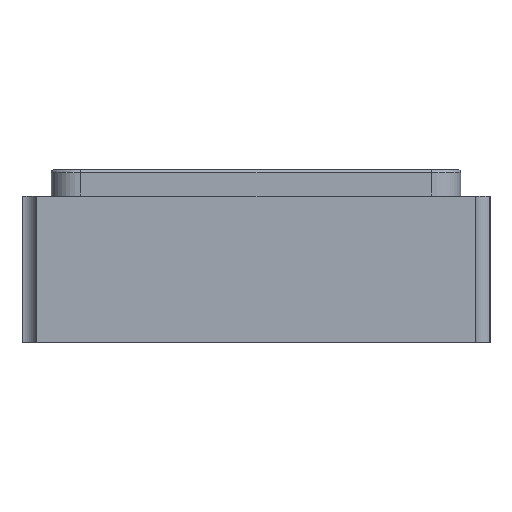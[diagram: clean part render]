
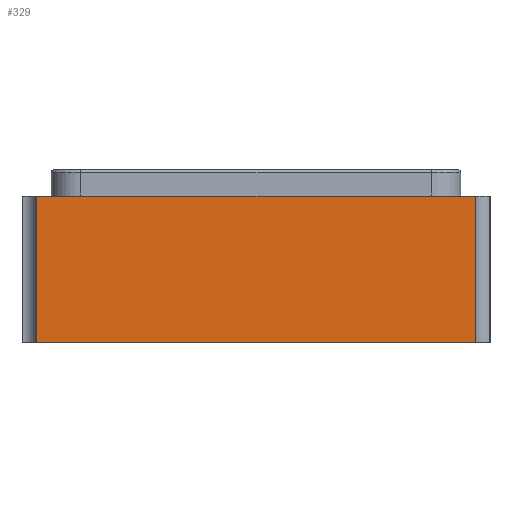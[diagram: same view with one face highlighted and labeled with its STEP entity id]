
A CAD part, left-side view. The second image highlights one B-rep face of the part: STEP entity #329.
In plain terms, the highlighted planar face has unit normal (-1, 0, 0).
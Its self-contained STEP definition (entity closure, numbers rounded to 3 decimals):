
#31 = ORIENTED_EDGE ( 'NONE', *, *, #880, .T. ) ;
#55 = DIRECTION ( 'NONE',  ( 0., 1., 0. ) ) ;
#156 = LINE ( 'NONE', #316, #1142 ) ;
#196 = DIRECTION ( 'NONE',  ( 0., -1., 0. ) ) ;
#208 = CARTESIAN_POINT ( 'NONE',  ( 0., 0.05, 0.5 ) ) ;
#316 = CARTESIAN_POINT ( 'NONE',  ( 0., 1.6, 0.5 ) ) ;
#329 = ADVANCED_FACE ( 'NONE', ( #1687 ), #856, .F. ) ;
#355 = AXIS2_PLACEMENT_3D ( 'NONE', #1467, #1649, #1640 ) ;
#357 = DIRECTION ( 'NONE',  ( 0., 0., 1. ) ) ;
#378 = ORIENTED_EDGE ( 'NONE', *, *, #1407, .F. ) ;
#424 = ORIENTED_EDGE ( 'NONE', *, *, #982, .F. ) ;
#661 = EDGE_LOOP ( 'NONE', ( #31, #424, #378, #763 ) ) ;
#717 = DIRECTION ( 'NONE',  ( 0., 0., 1. ) ) ;
#724 = CARTESIAN_POINT ( 'NONE',  ( 0., 1.55, 0.5 ) ) ;
#738 = EDGE_CURVE ( 'NONE', #1286, #1542, #1710, .T. ) ;
#758 = LINE ( 'NONE', #724, #1756 ) ;
#763 = ORIENTED_EDGE ( 'NONE', *, *, #738, .F. ) ;
#856 = PLANE ( 'NONE',  #355 ) ;
#880 = EDGE_CURVE ( 'NONE', #1286, #1314, #1315, .T. ) ;
#982 = EDGE_CURVE ( 'NONE', #1680, #1314, #156, .T. ) ;
#1142 = VECTOR ( 'NONE', #196, 1000. ) ;
#1191 = CARTESIAN_POINT ( 'NONE',  ( 0., 1.55, 0. ) ) ;
#1286 = VERTEX_POINT ( 'NONE', #1585 ) ;
#1308 = VECTOR ( 'NONE', #357, 1000. ) ;
#1314 = VERTEX_POINT ( 'NONE', #1632 ) ;
#1315 = LINE ( 'NONE', #208, #1308 ) ;
#1407 = EDGE_CURVE ( 'NONE', #1542, #1680, #758, .T. ) ;
#1449 = VECTOR ( 'NONE', #55, 1000. ) ;
#1467 = CARTESIAN_POINT ( 'NONE',  ( 0., 0.05, 0.5 ) ) ;
#1507 = CARTESIAN_POINT ( 'NONE',  ( 0., 1.55, 0.5 ) ) ;
#1541 = CARTESIAN_POINT ( 'NONE',  ( 0., 0.05, 0. ) ) ;
#1542 = VERTEX_POINT ( 'NONE', #1191 ) ;
#1585 = CARTESIAN_POINT ( 'NONE',  ( 0., 0.05, 0. ) ) ;
#1632 = CARTESIAN_POINT ( 'NONE',  ( 0., 0.05, 0.5 ) ) ;
#1640 = DIRECTION ( 'NONE',  ( 0., 0., -1. ) ) ;
#1649 = DIRECTION ( 'NONE',  ( 1., 0., 0. ) ) ;
#1680 = VERTEX_POINT ( 'NONE', #1507 ) ;
#1687 = FACE_OUTER_BOUND ( 'NONE', #661, .T. ) ;
#1710 = LINE ( 'NONE', #1541, #1449 ) ;
#1756 = VECTOR ( 'NONE', #717, 1000. ) ;
